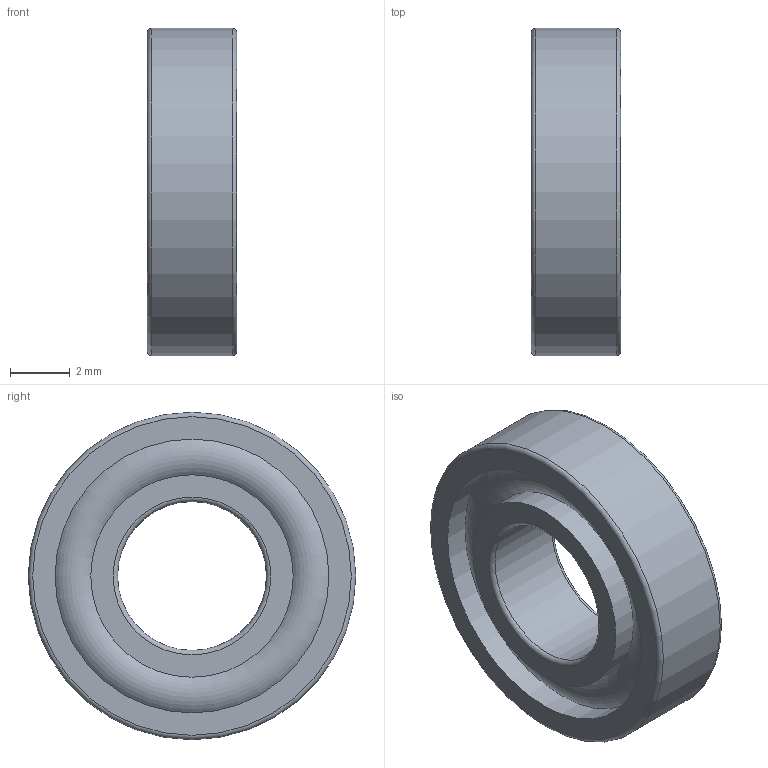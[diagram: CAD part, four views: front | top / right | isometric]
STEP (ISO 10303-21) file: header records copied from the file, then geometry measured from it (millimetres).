
FILE_DESCRIPTION(('HOOPS Exchange Step'),'2;1');
FILE_NAME('instrument ball bearing_68_am.step','2019-02-19T19:14:21+00:00',('SYSTEM'),('Unknown organisation'),'HOOPS Exchange 10.0','HOOPS Exchange','Unknown authorisation');
FILE_SCHEMA( ('AP203_CONFIGURATION_CONTROLLED_3D_DESIGN_OF_MECHANICAL_PARTS_AND_ASSEMBLIES_MIM_LF') );
Length unit declared in the file: millimetre
Products named in the file (4): Default; PreviewCfg; AFBMA 12.1.4.1 - 0050-11 - 10,SI,NC,10_68; instrument ball bearing_68_am
Assembly tree (3 placements, depth 2):
  instrument ball bearing_68_am
    Default
    PreviewCfg
    AFBMA 12.1.4.1 - 0050-11 - 10,SI,NC,10_68
Bounding box: 3 x 11 x 11 mm (x, y, z)
Volume: 185.2 mm3; surface area: 384.2 mm2
Topology: 1 solids, 1 shells, 16 faces, 32 edges, 20 vertices
Faces by surface type: torus 6, cylinder 6, plane 4
Full cylindrical faces by diameter (mm): 5 x1, 6.8 x2, 9.2 x2, 11 x1
Entity records: 527 total; most frequent: DIRECTION 104, CARTESIAN_POINT 75, ORIENTED_EDGE 64, AXIS2_PLACEMENT_3D 49, EDGE_CURVE 32, CIRCLE 26, VERTEX_POINT 20, EDGE_LOOP 20
